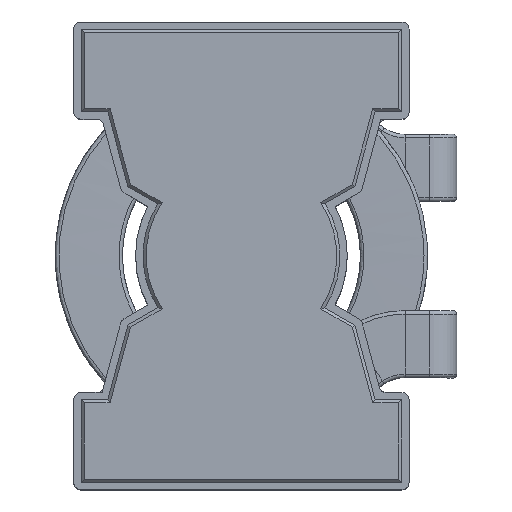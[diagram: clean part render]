
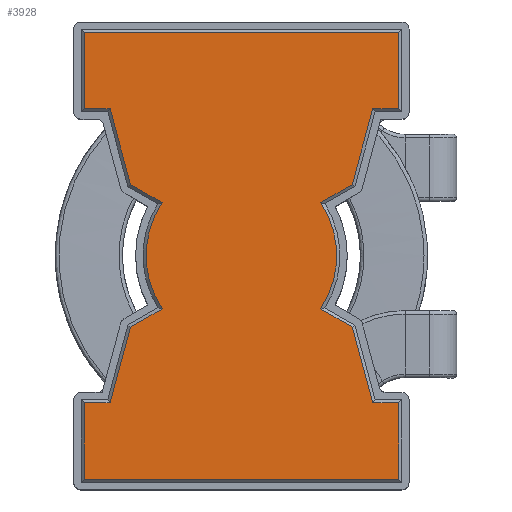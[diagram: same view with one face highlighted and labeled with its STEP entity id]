
A CAD part, top view. The second image highlights one B-rep face of the part: STEP entity #3928.
In plain terms, the highlighted face is planar.
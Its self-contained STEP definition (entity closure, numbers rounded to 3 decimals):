
#197=PLANE('',#4256);
#430=LINE('',#32396,#678);
#431=LINE('',#32398,#679);
#432=LINE('',#32400,#680);
#433=LINE('',#32402,#681);
#434=LINE('',#32403,#682);
#435=LINE('',#32405,#683);
#436=LINE('',#32407,#684);
#437=LINE('',#32409,#685);
#438=LINE('',#32411,#686);
#439=LINE('',#32413,#687);
#440=LINE('',#32415,#688);
#441=LINE('',#32417,#689);
#442=LINE('',#32419,#690);
#443=LINE('',#32421,#691);
#444=LINE('',#32425,#692);
#445=LINE('',#32427,#693);
#446=LINE('',#32429,#694);
#447=LINE('',#32430,#695);
#678=VECTOR('',#5051,1000.);
#679=VECTOR('',#5052,1000.);
#680=VECTOR('',#5053,1000.);
#681=VECTOR('',#5054,1000.);
#682=VECTOR('',#5055,1000.);
#683=VECTOR('',#5056,1000.);
#684=VECTOR('',#5057,1000.);
#685=VECTOR('',#5058,1000.);
#686=VECTOR('',#5059,1000.);
#687=VECTOR('',#5060,1000.);
#688=VECTOR('',#5061,1000.);
#689=VECTOR('',#5062,1000.);
#690=VECTOR('',#5063,1000.);
#691=VECTOR('',#5064,1000.);
#692=VECTOR('',#5067,1000.);
#693=VECTOR('',#5068,1000.);
#694=VECTOR('',#5069,1000.);
#695=VECTOR('',#5070,1000.);
#876=FACE_OUTER_BOUND('',#1063,.T.);
#1063=EDGE_LOOP('',(#3608,#3609,#3610,#3611,#3612,#3613,#3614,#3615,#3616,
#3617,#3618,#3619,#3620,#3621,#3622,#3623,#3624,#3625,#3626,#3627));
#1421=CIRCLE('',#4184,5.404);
#1466=CIRCLE('',#4257,5.404);
#1786=VERTEX_POINT('',#32126);
#1787=VERTEX_POINT('',#32127);
#1886=VERTEX_POINT('',#32394);
#1887=VERTEX_POINT('',#32395);
#1888=VERTEX_POINT('',#32397);
#1889=VERTEX_POINT('',#32399);
#1890=VERTEX_POINT('',#32401);
#1891=VERTEX_POINT('',#32404);
#1892=VERTEX_POINT('',#32406);
#1893=VERTEX_POINT('',#32408);
#1894=VERTEX_POINT('',#32410);
#1895=VERTEX_POINT('',#32412);
#1896=VERTEX_POINT('',#32414);
#1897=VERTEX_POINT('',#32416);
#1898=VERTEX_POINT('',#32418);
#1899=VERTEX_POINT('',#32420);
#1900=VERTEX_POINT('',#32422);
#1901=VERTEX_POINT('',#32424);
#1902=VERTEX_POINT('',#32426);
#1903=VERTEX_POINT('',#32428);
#2347=EDGE_CURVE('',#1786,#1787,#1421,.T.);
#2487=EDGE_CURVE('',#1886,#1887,#430,.T.);
#2488=EDGE_CURVE('',#1887,#1888,#431,.T.);
#2489=EDGE_CURVE('',#1888,#1889,#432,.T.);
#2490=EDGE_CURVE('',#1889,#1890,#433,.T.);
#2491=EDGE_CURVE('',#1890,#1786,#434,.T.);
#2492=EDGE_CURVE('',#1787,#1891,#435,.T.);
#2493=EDGE_CURVE('',#1891,#1892,#436,.T.);
#2494=EDGE_CURVE('',#1892,#1893,#437,.T.);
#2495=EDGE_CURVE('',#1893,#1894,#438,.T.);
#2496=EDGE_CURVE('',#1894,#1895,#439,.T.);
#2497=EDGE_CURVE('',#1895,#1896,#440,.T.);
#2498=EDGE_CURVE('',#1896,#1897,#441,.T.);
#2499=EDGE_CURVE('',#1897,#1898,#442,.T.);
#2500=EDGE_CURVE('',#1898,#1899,#443,.T.);
#2501=EDGE_CURVE('',#1899,#1900,#1466,.T.);
#2502=EDGE_CURVE('',#1900,#1901,#444,.T.);
#2503=EDGE_CURVE('',#1901,#1902,#445,.T.);
#2504=EDGE_CURVE('',#1902,#1903,#446,.T.);
#2505=EDGE_CURVE('',#1903,#1886,#447,.T.);
#3608=ORIENTED_EDGE('',*,*,#2487,.T.);
#3609=ORIENTED_EDGE('',*,*,#2488,.T.);
#3610=ORIENTED_EDGE('',*,*,#2489,.T.);
#3611=ORIENTED_EDGE('',*,*,#2490,.T.);
#3612=ORIENTED_EDGE('',*,*,#2491,.T.);
#3613=ORIENTED_EDGE('',*,*,#2347,.T.);
#3614=ORIENTED_EDGE('',*,*,#2492,.T.);
#3615=ORIENTED_EDGE('',*,*,#2493,.T.);
#3616=ORIENTED_EDGE('',*,*,#2494,.T.);
#3617=ORIENTED_EDGE('',*,*,#2495,.T.);
#3618=ORIENTED_EDGE('',*,*,#2496,.T.);
#3619=ORIENTED_EDGE('',*,*,#2497,.T.);
#3620=ORIENTED_EDGE('',*,*,#2498,.T.);
#3621=ORIENTED_EDGE('',*,*,#2499,.T.);
#3622=ORIENTED_EDGE('',*,*,#2500,.T.);
#3623=ORIENTED_EDGE('',*,*,#2501,.T.);
#3624=ORIENTED_EDGE('',*,*,#2502,.T.);
#3625=ORIENTED_EDGE('',*,*,#2503,.T.);
#3626=ORIENTED_EDGE('',*,*,#2504,.T.);
#3627=ORIENTED_EDGE('',*,*,#2505,.T.);
#3928=ADVANCED_FACE('',(#876),#197,.T.);
#4184=AXIS2_PLACEMENT_3D('',#32128,#4810,#4811);
#4256=AXIS2_PLACEMENT_3D('',#32393,#5049,#5050);
#4257=AXIS2_PLACEMENT_3D('',#32423,#5065,#5066);
#4810=DIRECTION('center_axis',(0.,0.,-1.));
#4811=DIRECTION('ref_axis',(-1.,0.,0.));
#5049=DIRECTION('center_axis',(0.,0.,-1.));
#5050=DIRECTION('ref_axis',(0.,-1.,0.));
#5051=DIRECTION('',(1.,0.,0.));
#5052=DIRECTION('',(0.,-1.,0.));
#5053=DIRECTION('',(-1.,0.,0.));
#5054=DIRECTION('',(-0.259,-0.966,0.));
#5055=DIRECTION('',(-0.867,-0.498,0.));
#5056=DIRECTION('',(0.867,-0.498,0.));
#5057=DIRECTION('',(0.259,-0.966,0.));
#5058=DIRECTION('',(1.,0.,0.));
#5059=DIRECTION('',(0.,-1.,0.));
#5060=DIRECTION('',(-1.,0.,0.));
#5061=DIRECTION('',(0.,1.,0.));
#5062=DIRECTION('',(1.,0.,0.));
#5063=DIRECTION('',(0.259,0.966,0.));
#5064=DIRECTION('',(0.867,0.498,0.));
#5065=DIRECTION('center_axis',(0.,0.,-1.));
#5066=DIRECTION('ref_axis',(-1.,0.,0.));
#5067=DIRECTION('',(-0.867,0.498,0.));
#5068=DIRECTION('',(-0.259,0.966,0.));
#5069=DIRECTION('',(-1.,0.,0.));
#5070=DIRECTION('',(0.,1.,0.));
#32126=CARTESIAN_POINT('',(4.489,3.009,0.));
#32127=CARTESIAN_POINT('',(4.489,-3.009,0.));
#32128=CARTESIAN_POINT('Origin',(0.,0.,0.));
#32393=CARTESIAN_POINT('Origin',(0.,0.,0.));
#32394=CARTESIAN_POINT('',(-8.904,12.654,0.));
#32395=CARTESIAN_POINT('',(8.904,12.654,0.));
#32396=CARTESIAN_POINT('',(-8.9,12.654,0.));
#32397=CARTESIAN_POINT('',(8.904,8.346,0.));
#32398=CARTESIAN_POINT('',(8.904,12.65,0.));
#32399=CARTESIAN_POINT('',(7.443,8.346,0.));
#32400=CARTESIAN_POINT('',(8.9,8.346,0.));
#32401=CARTESIAN_POINT('',(6.289,4.043,0.));
#32402=CARTESIAN_POINT('',(7.444,8.349,0.));
#32403=CARTESIAN_POINT('',(6.287,4.042,0.));
#32404=CARTESIAN_POINT('',(6.289,-4.043,0.));
#32405=CARTESIAN_POINT('',(4.485,-3.006,0.));
#32406=CARTESIAN_POINT('',(7.443,-8.346,0.));
#32407=CARTESIAN_POINT('',(6.289,-4.045,0.));
#32408=CARTESIAN_POINT('',(8.904,-8.346,0.));
#32409=CARTESIAN_POINT('',(7.44,-8.346,0.));
#32410=CARTESIAN_POINT('',(8.904,-12.654,0.));
#32411=CARTESIAN_POINT('',(8.904,-8.35,0.));
#32412=CARTESIAN_POINT('',(-8.904,-12.654,0.));
#32413=CARTESIAN_POINT('',(8.9,-12.654,0.));
#32414=CARTESIAN_POINT('',(-8.904,-8.346,0.));
#32415=CARTESIAN_POINT('',(-8.904,-12.65,0.));
#32416=CARTESIAN_POINT('',(-7.443,-8.346,0.));
#32417=CARTESIAN_POINT('',(-8.9,-8.346,0.));
#32418=CARTESIAN_POINT('',(-6.289,-4.043,0.));
#32419=CARTESIAN_POINT('',(-7.444,-8.349,0.));
#32420=CARTESIAN_POINT('',(-4.489,-3.009,0.));
#32421=CARTESIAN_POINT('',(-6.287,-4.042,0.));
#32422=CARTESIAN_POINT('',(-4.489,3.009,0.));
#32423=CARTESIAN_POINT('Origin',(0.,0.,0.));
#32424=CARTESIAN_POINT('',(-6.289,4.043,0.));
#32425=CARTESIAN_POINT('',(-4.485,3.006,0.));
#32426=CARTESIAN_POINT('',(-7.443,8.346,0.));
#32427=CARTESIAN_POINT('',(-6.289,4.045,0.));
#32428=CARTESIAN_POINT('',(-8.904,8.346,0.));
#32429=CARTESIAN_POINT('',(-7.44,8.346,0.));
#32430=CARTESIAN_POINT('',(-8.904,8.35,0.));
